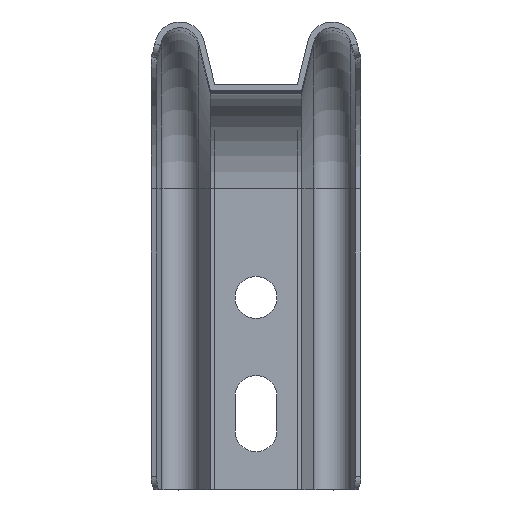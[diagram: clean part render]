
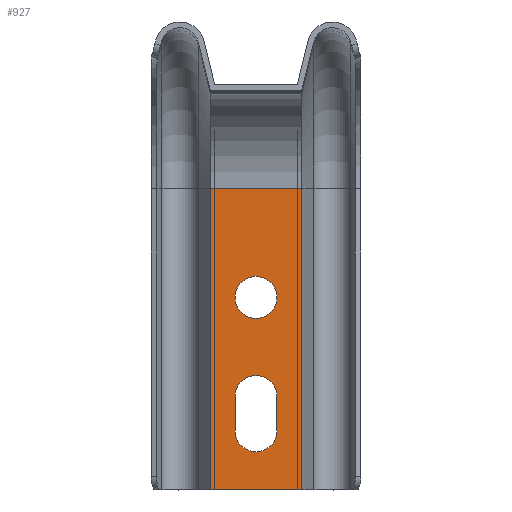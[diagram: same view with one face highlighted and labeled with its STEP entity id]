
A CAD part, top view. The second image highlights one B-rep face of the part: STEP entity #927.
In plain terms, the highlighted planar face has unit normal (0, 0, 1).
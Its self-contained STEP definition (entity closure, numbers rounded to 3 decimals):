
#80 = CARTESIAN_POINT ( 'NONE',  ( 0., -88.5, -442. ) ) ;
#171 = CARTESIAN_POINT ( 'NONE',  ( -5.5, -79.5, -442. ) ) ;
#177 = DIRECTION ( 'NONE',  ( 0., 0., -1. ) ) ;
#186 = VERTEX_POINT ( 'NONE', #454 ) ;
#223 = DIRECTION ( 'NONE',  ( 0., -1., 0. ) ) ;
#251 = EDGE_CURVE ( 'NONE', #2074, #1271, #1403, .T. ) ;
#275 = EDGE_CURVE ( 'NONE', #348, #186, #396, .T. ) ;
#326 = DIRECTION ( 'NONE',  ( 0., 0., 1. ) ) ;
#348 = VERTEX_POINT ( 'NONE', #4685 ) ;
#396 = LINE ( 'NONE', #1369, #2395 ) ;
#454 = CARTESIAN_POINT ( 'NONE',  ( -12., -104., -442. ) ) ;
#466 = VECTOR ( 'NONE', #223, 1000. ) ;
#518 = DIRECTION ( 'NONE',  ( 1., 0., 0. ) ) ;
#607 = DIRECTION ( 'NONE',  ( 1., 0., 0. ) ) ;
#680 = VERTEX_POINT ( 'NONE', #1033 ) ;
#716 = AXIS2_PLACEMENT_3D ( 'NONE', #80, #3036, #518 ) ;
#804 = ORIENTED_EDGE ( 'NONE', *, *, #2438, .T. ) ;
#889 = EDGE_LOOP ( 'NONE', ( #4913, #1810, #804, #1939 ) ) ;
#927 = ADVANCED_FACE ( 'NONE', ( #4533, #3612, #3485 ), #5115, .F. ) ;
#948 = VECTOR ( 'NONE', #4073, 1000. ) ;
#1033 = CARTESIAN_POINT ( 'NONE',  ( 12., -25., -442. ) ) ;
#1227 = CARTESIAN_POINT ( 'NONE',  ( 12., -104., -442. ) ) ;
#1243 = CARTESIAN_POINT ( 'NONE',  ( 12., -25., -442. ) ) ;
#1271 = VERTEX_POINT ( 'NONE', #3041 ) ;
#1369 = CARTESIAN_POINT ( 'NONE',  ( -12., -25., -442. ) ) ;
#1403 = CIRCLE ( 'NONE', #716, 5.5 ) ;
#1406 = ORIENTED_EDGE ( 'NONE', *, *, #4070, .F. ) ;
#1432 = CARTESIAN_POINT ( 'NONE',  ( 0., -53.5, -442. ) ) ;
#1793 = EDGE_CURVE ( 'NONE', #3922, #3922, #4154, .T. ) ;
#1803 = CARTESIAN_POINT ( 'NONE',  ( 5.5, -88.5, -442. ) ) ;
#1810 = ORIENTED_EDGE ( 'NONE', *, *, #275, .T. ) ;
#1847 = VECTOR ( 'NONE', #5037, 1000. ) ;
#1867 = EDGE_CURVE ( 'NONE', #3931, #2074, #4968, .T. ) ;
#1870 = DIRECTION ( 'NONE',  ( -1., 0., 0. ) ) ;
#1939 = ORIENTED_EDGE ( 'NONE', *, *, #5079, .F. ) ;
#2018 = CARTESIAN_POINT ( 'NONE',  ( -5.5, -88.5, -442. ) ) ;
#2074 = VERTEX_POINT ( 'NONE', #2018 ) ;
#2191 = CARTESIAN_POINT ( 'NONE',  ( -5.5, -53.5, -442. ) ) ;
#2213 = LINE ( 'NONE', #4859, #948 ) ;
#2395 = VECTOR ( 'NONE', #2619, 1000. ) ;
#2398 = ORIENTED_EDGE ( 'NONE', *, *, #1793, .T. ) ;
#2438 = EDGE_CURVE ( 'NONE', #186, #3195, #5091, .T. ) ;
#2583 = AXIS2_PLACEMENT_3D ( 'NONE', #1432, #4290, #1870 ) ;
#2619 = DIRECTION ( 'NONE',  ( 0., -1., 0. ) ) ;
#2664 = LINE ( 'NONE', #1243, #4799 ) ;
#2787 = ORIENTED_EDGE ( 'NONE', *, *, #3407, .F. ) ;
#2819 = LINE ( 'NONE', #1803, #1847 ) ;
#2855 = CARTESIAN_POINT ( 'NONE',  ( 0., -79.5, -442. ) ) ;
#2867 = EDGE_LOOP ( 'NONE', ( #2398 ) ) ;
#3036 = DIRECTION ( 'NONE',  ( 0., 0., 1. ) ) ;
#3041 = CARTESIAN_POINT ( 'NONE',  ( 5.5, -88.5, -442. ) ) ;
#3128 = DIRECTION ( 'NONE',  ( -1., 0., 0. ) ) ;
#3195 = VERTEX_POINT ( 'NONE', #1227 ) ;
#3258 = DIRECTION ( 'NONE',  ( 1., 0., 0. ) ) ;
#3407 = EDGE_CURVE ( 'NONE', #4239, #3931, #4762, .T. ) ;
#3485 = FACE_OUTER_BOUND ( 'NONE', #889, .T. ) ;
#3519 = CARTESIAN_POINT ( 'NONE',  ( 12., -104., -442. ) ) ;
#3602 = ORIENTED_EDGE ( 'NONE', *, *, #251, .F. ) ;
#3612 = FACE_BOUND ( 'NONE', #4427, .T. ) ;
#3844 = AXIS2_PLACEMENT_3D ( 'NONE', #2855, #326, #3258 ) ;
#3920 = CARTESIAN_POINT ( 'NONE',  ( 5.5, -79.5, -442. ) ) ;
#3922 = VERTEX_POINT ( 'NONE', #2191 ) ;
#3931 = VERTEX_POINT ( 'NONE', #171 ) ;
#4070 = EDGE_CURVE ( 'NONE', #1271, #4239, #2819, .T. ) ;
#4073 = DIRECTION ( 'NONE',  ( 0., -1., 0. ) ) ;
#4154 = CIRCLE ( 'NONE', #2583, 5.5 ) ;
#4239 = VERTEX_POINT ( 'NONE', #3920 ) ;
#4290 = DIRECTION ( 'NONE',  ( 0., 0., -1. ) ) ;
#4427 = EDGE_LOOP ( 'NONE', ( #1406, #3602, #4788, #2787 ) ) ;
#4518 = VECTOR ( 'NONE', #607, 1000. ) ;
#4533 = FACE_BOUND ( 'NONE', #2867, .T. ) ;
#4685 = CARTESIAN_POINT ( 'NONE',  ( -12., -25., -442. ) ) ;
#4705 = CARTESIAN_POINT ( 'NONE',  ( 12., -25., -442. ) ) ;
#4762 = CIRCLE ( 'NONE', #3844, 5.5 ) ;
#4788 = ORIENTED_EDGE ( 'NONE', *, *, #1867, .F. ) ;
#4799 = VECTOR ( 'NONE', #5305, 1000. ) ;
#4859 = CARTESIAN_POINT ( 'NONE',  ( 12., -25., -442. ) ) ;
#4903 = AXIS2_PLACEMENT_3D ( 'NONE', #4705, #177, #3128 ) ;
#4913 = ORIENTED_EDGE ( 'NONE', *, *, #5186, .F. ) ;
#4968 = LINE ( 'NONE', #5156, #466 ) ;
#5037 = DIRECTION ( 'NONE',  ( 0., 1., 0. ) ) ;
#5079 = EDGE_CURVE ( 'NONE', #680, #3195, #2213, .T. ) ;
#5091 = LINE ( 'NONE', #3519, #4518 ) ;
#5115 = PLANE ( 'NONE',  #4903 ) ;
#5156 = CARTESIAN_POINT ( 'NONE',  ( -5.5, -88.5, -442. ) ) ;
#5186 = EDGE_CURVE ( 'NONE', #348, #680, #2664, .T. ) ;
#5305 = DIRECTION ( 'NONE',  ( 1., 0., 0. ) ) ;
